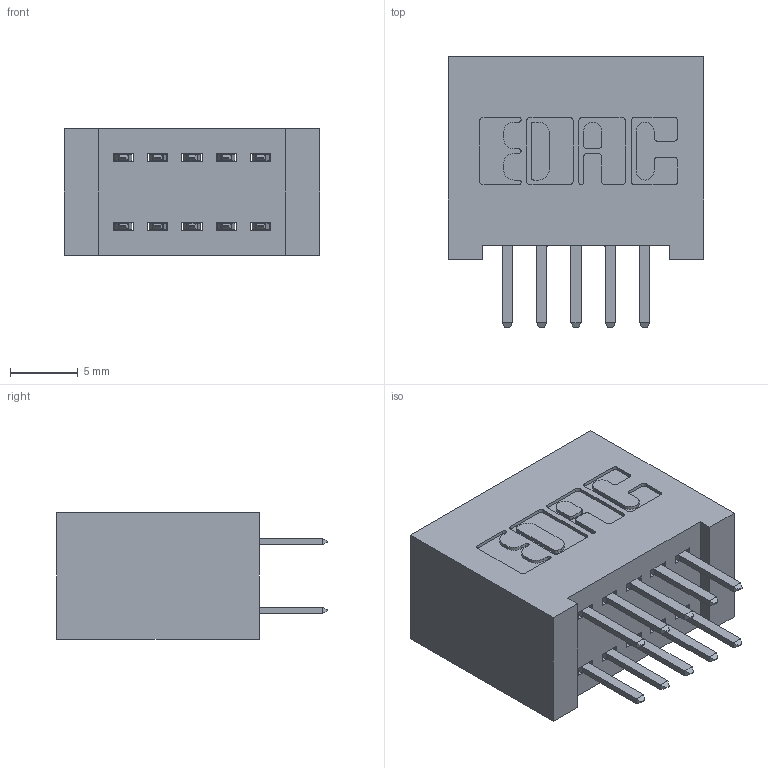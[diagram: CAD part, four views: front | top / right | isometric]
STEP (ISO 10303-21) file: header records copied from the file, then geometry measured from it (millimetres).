
FILE_DESCRIPTION (( 'STEP AP203' ), '1' );
FILE_NAME ('342-010-520-201.STEP', '2019-10-01T13:44:27', ( '' ), ( '' ), 'SwSTEP 2.0', 'SolidWorks 2016', '' );
FILE_SCHEMA (( 'CONFIG_CONTROL_DESIGN' ));
Length unit declared in the file: inch
Products named in the file (3): 342 Part_Lugless; 345-292-001_345-293-120; 342-010-520-201
Assembly tree (11 placements, depth 2):
  342-010-520-201
    342 Part_Lugless
    345-292-001_345-293-120  x10
Bounding box: 18.95 x 20.02 x 9.4 mm (x, y, z)
Volume: 1962.5 mm3; surface area: 2718.6 mm2
Topology: 11 solids, 11 shells, 662 faces, 1905 edges, 1242 vertices
Faces by surface type: plane 442, cylinder 220
Entity records: 7707 total; most frequent: CARTESIAN_POINT 1330, ORIENTED_EDGE 1254, DIRECTION 1183, EDGE_CURVE 627, VECTOR 503, LINE 503, VERTEX_POINT 414, AXIS2_PLACEMENT_3D 340
